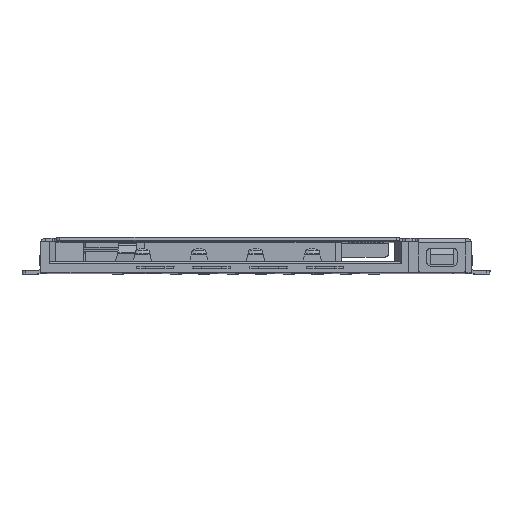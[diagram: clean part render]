
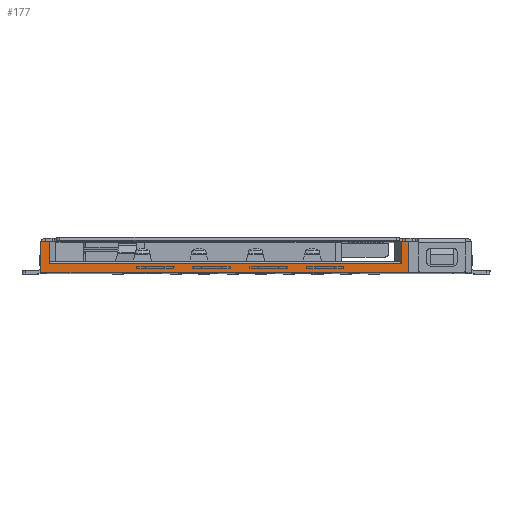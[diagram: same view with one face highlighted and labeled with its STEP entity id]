
A CAD part, top view. The second image highlights one B-rep face of the part: STEP entity #177.
In plain terms, the highlighted planar face has unit normal (0, 0, 1).
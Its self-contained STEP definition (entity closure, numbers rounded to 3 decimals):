
#177=ADVANCED_FACE('NONE',(#1483),#1484,.T.);
#1483=FACE_OUTER_BOUND('',#4208,.T.);
#1484=PLANE('',#4209);
#4208=EDGE_LOOP('',(#11888,#11889,#11890,#11891,#11892,#11893,#11894,#11895));
#4209=AXIS2_PLACEMENT_3D('',#11896,#11897,#11898);
#11888=ORIENTED_EDGE('',*,*,#22954,.T.);
#11889=ORIENTED_EDGE('',*,*,#22955,.F.);
#11890=ORIENTED_EDGE('',*,*,#22956,.T.);
#11891=ORIENTED_EDGE('',*,*,#22957,.T.);
#11892=ORIENTED_EDGE('',*,*,#22958,.T.);
#11893=ORIENTED_EDGE('',*,*,#22959,.F.);
#11894=ORIENTED_EDGE('',*,*,#22960,.T.);
#11895=ORIENTED_EDGE('',*,*,#22961,.T.);
#11896=CARTESIAN_POINT('',(-9.98,0.261,13.15));
#11897=DIRECTION('',(0.0,0.0,1.0));
#11898=DIRECTION('',(1.0,0.0,0.0));
#22954=EDGE_CURVE('NONE',#26691,#26692,#26693,.T.);
#22955=EDGE_CURVE('NONE',#26694,#26692,#26695,.T.);
#22956=EDGE_CURVE('NONE',#26694,#26696,#26697,.T.);
#22957=EDGE_CURVE('NONE',#26696,#26698,#26699,.T.);
#22958=EDGE_CURVE('NONE',#26698,#26700,#26701,.T.);
#22959=EDGE_CURVE('NONE',#26702,#26700,#26703,.T.);
#22960=EDGE_CURVE('NONE',#26702,#26704,#26705,.T.);
#22961=EDGE_CURVE('NONE',#26704,#26691,#26706,.T.);
#26691=VERTEX_POINT('NONE',#32870);
#26692=VERTEX_POINT('NONE',#32871);
#26693=LINE('',#32872,#32873);
#26694=VERTEX_POINT('NONE',#32874);
#26695=LINE('',#32875,#32876);
#26696=VERTEX_POINT('NONE',#32877);
#26697=LINE('',#32878,#32879);
#26698=VERTEX_POINT('NONE',#32880);
#26699=LINE('',#32881,#32882);
#26700=VERTEX_POINT('NONE',#32883);
#26701=LINE('',#32884,#32885);
#26702=VERTEX_POINT('NONE',#32886);
#26703=LINE('',#32887,#32888);
#26704=VERTEX_POINT('NONE',#32889);
#26705=LINE('',#32890,#32891);
#26706=LINE('',#32892,#32893);
#32870=CARTESIAN_POINT('',(6.85,0.3,13.15));
#32871=CARTESIAN_POINT('',(6.85,1.7,13.15));
#32872=CARTESIAN_POINT('',(6.85,1.,13.15));
#32873=VECTOR('',#45855,1000.0);
#32874=CARTESIAN_POINT('',(6.52,1.7,13.15));
#32875=CARTESIAN_POINT('',(7.935,1.7,13.15));
#32876=VECTOR('',#45856,1000.0);
#32877=CARTESIAN_POINT('',(6.52,0.7,13.15));
#32878=CARTESIAN_POINT('',(6.52,1.,13.15));
#32879=VECTOR('',#45857,1000.0);
#32880=CARTESIAN_POINT('',(-9.28,0.7,13.15));
#32881=CARTESIAN_POINT('',(-1.4,0.7,13.15));
#32882=VECTOR('',#45858,1000.0);
#32883=CARTESIAN_POINT('',(-9.28,1.7,13.15));
#32884=CARTESIAN_POINT('',(-9.28,1.,13.15));
#32885=VECTOR('',#45859,1000.0);
#32886=CARTESIAN_POINT('',(-9.65,1.7,13.15));
#32887=CARTESIAN_POINT('',(-2.9,1.7,13.15));
#32888=VECTOR('',#45860,1000.0);
#32889=CARTESIAN_POINT('',(-9.65,0.3,13.15));
#32890=CARTESIAN_POINT('',(-9.65,1.,13.15));
#32891=VECTOR('',#45861,1000.0);
#32892=CARTESIAN_POINT('',(-9.98,0.3,13.15));
#32893=VECTOR('',#45862,1000.0);
#45855=DIRECTION('',(0.0,1.0,0.0));
#45856=DIRECTION('',(1.0,0.0,0.0));
#45857=DIRECTION('',(-0.0,-1.0,-0.0));
#45858=DIRECTION('',(-1.0,-0.0,-0.0));
#45859=DIRECTION('',(0.0,1.0,0.0));
#45860=DIRECTION('',(1.0,0.0,0.0));
#45861=DIRECTION('',(-0.0,-1.0,-0.0));
#45862=DIRECTION('',(1.0,0.0,0.0));
